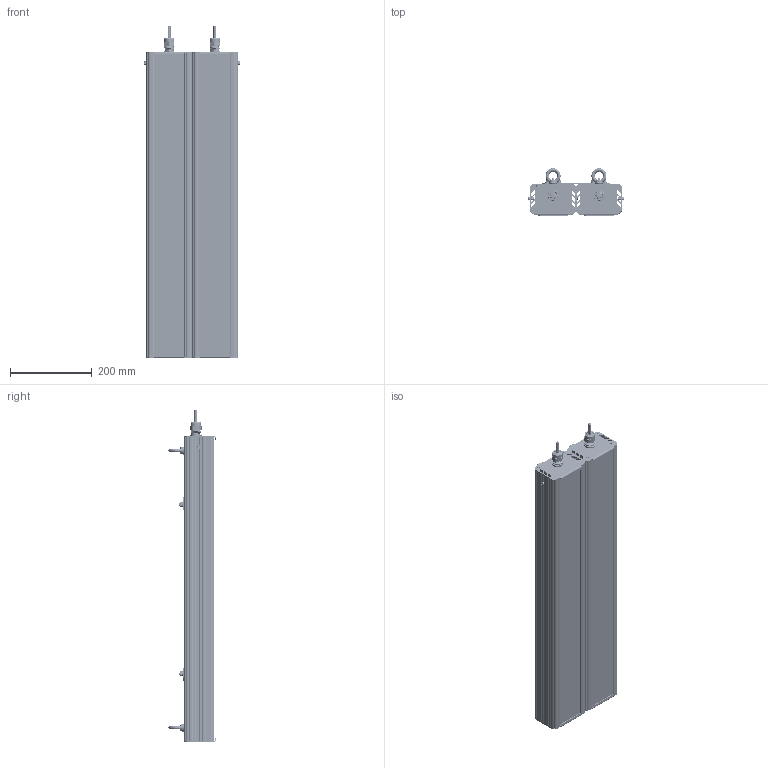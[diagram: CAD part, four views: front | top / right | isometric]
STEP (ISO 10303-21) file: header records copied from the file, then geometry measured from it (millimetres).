
FILE_DESCRIPTION(('STEP AP214'), '1');
FILE_NAME('001.0092.00.032 - ÃÑÏ-Ïðèìà-Îïòèê-2Åõ200(2õ100)', '', ('UNSPECIFIED'), ('UNSPECIFIED'), 'C3D Converter', 'C3D Toolkit', '');
FILE_SCHEMA(('AUTOMOTIVE_DESIGN { 1 0 10303 214 3 1 1}'));
Length unit declared in the file: millimetre
Products named in the file (35): 001.0092.00.032; 001.0065.02.000
Assembly tree (108 placements, depth 4):
  001.0092.00.032
    (unnamed)  x2
      (unnamed)
      (unnamed)
      (unnamed)
      (unnamed)
      (unnamed)
      (unnamed)
      (unnamed)
      (unnamed)
      (unnamed)
      (unnamed)
      (unnamed)
        (unnamed)
    001.0065.02.000  x4
      (unnamed)
      (unnamed)
    (unnamed)  x20
      (unnamed)
      (unnamed)
      (unnamed)
      (unnamed)
      (unnamed)
      (unnamed)
      (unnamed)
      (unnamed)
      (unnamed)
      (unnamed)
    (unnamed)  x2
    (unnamed)  x8
    (unnamed)  x8
    (unnamed)  x8
    (unnamed)  x8
    (unnamed)  x2
    (unnamed)  x2
Bounding box: 234.48 x 115.41 x 814.5 mm (x, y, z)
Volume: 3172372.4 mm3; surface area: 2554793.5 mm2
Topology: 782 solids, 782 shells, 10042 faces, 22378 edges, 14948 vertices
Faces by surface type: plane 7114, cylinder 2300, bspline 342, cone 206, sphere 60, torus 20
Full cylindrical faces by diameter (mm): 1 x60, 2 x40, 2.5 x80, 2.8 x500, 3.2 x60, 3.5 x120, 4 x18, 4.917 x8, 5 x6, 6 x14, 6.4 x8, 7 x4, 8 x16, 9 x260, 10 x2, 11 x8, 12.5 x2, 13 x2, 16 x2, 17 x2, 18 x2, 18.5 x2, 19 x2, 20 x2, 21.5 x2, 22 x4, 25.5 x2
Entity records: 86266 total; most frequent: CARTESIAN_POINT 45387, DIRECTION 7052, ORIENTED_EDGE 5840, EDGE_CURVE 2920, AXIS2_PLACEMENT_3D 2585, VERTEX_POINT 2026, LINE 1882, VECTOR 1882
